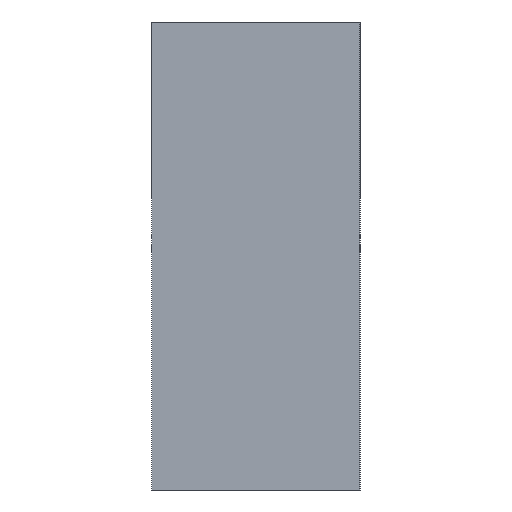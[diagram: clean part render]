
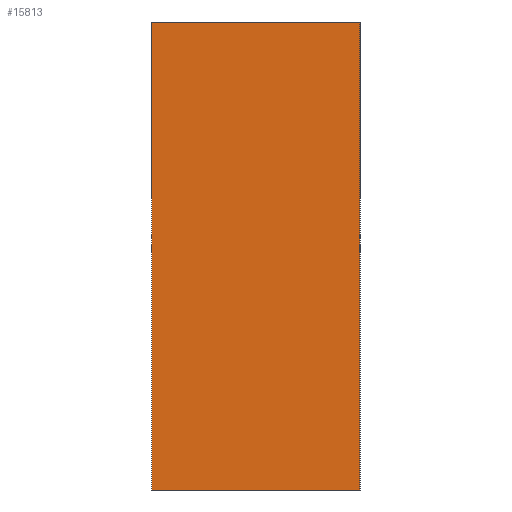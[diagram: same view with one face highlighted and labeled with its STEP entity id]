
A CAD part, left-side view. The second image highlights one B-rep face of the part: STEP entity #15813.
In plain terms, the highlighted planar face has unit normal (-1, 0, 0).
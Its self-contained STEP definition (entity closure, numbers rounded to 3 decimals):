
#1562=FACE_OUTER_BOUND('',#2490,.T.);
#2490=EDGE_LOOP('',(#12703,#12704,#12705,#12706));
#3838=LINE('',#25009,#5535);
#3907=LINE('',#25341,#5604);
#3912=LINE('',#25352,#5609);
#3916=LINE('',#25366,#5613);
#5535=VECTOR('',#18600,10.);
#5604=VECTOR('',#18827,10.);
#5609=VECTOR('',#18838,10.);
#5613=VECTOR('',#18856,10.);
#7104=VERTEX_POINT('',#25006);
#7105=VERTEX_POINT('',#25008);
#7168=VERTEX_POINT('',#25338);
#7169=VERTEX_POINT('',#25340);
#8990=EDGE_CURVE('',#7104,#7105,#3838,.T.);
#9099=EDGE_CURVE('',#7169,#7168,#3907,.T.);
#9105=EDGE_CURVE('',#7105,#7168,#3912,.T.);
#9112=EDGE_CURVE('',#7169,#7104,#3916,.T.);
#12703=ORIENTED_EDGE('',*,*,#9112,.F.);
#12704=ORIENTED_EDGE('',*,*,#9099,.T.);
#12705=ORIENTED_EDGE('',*,*,#9105,.F.);
#12706=ORIENTED_EDGE('',*,*,#8990,.F.);
#15123=PLANE('',#16637);
#15813=ADVANCED_FACE('',(#1562),#15123,.T.);
#16637=AXIS2_PLACEMENT_3D('',#25365,#18854,#18855);
#18600=DIRECTION('',(0.,0.,1.));
#18827=DIRECTION('',(0.,0.,1.));
#18838=DIRECTION('',(0.,-1.,0.));
#18854=DIRECTION('center_axis',(-1.,0.,0.));
#18855=DIRECTION('ref_axis',(0.,-1.,0.));
#18856=DIRECTION('',(0.,1.,0.));
#25006=CARTESIAN_POINT('',(-235.,10.,0.));
#25008=CARTESIAN_POINT('',(-235.,10.,45.));
#25009=CARTESIAN_POINT('',(-235.,10.,0.));
#25338=CARTESIAN_POINT('',(-235.,-10.,45.));
#25340=CARTESIAN_POINT('',(-235.,-10.,0.));
#25341=CARTESIAN_POINT('',(-235.,-10.,0.));
#25352=CARTESIAN_POINT('',(-235.,-10.,45.));
#25365=CARTESIAN_POINT('Origin',(-235.,10.,0.));
#25366=CARTESIAN_POINT('',(-235.,-10.,0.));
